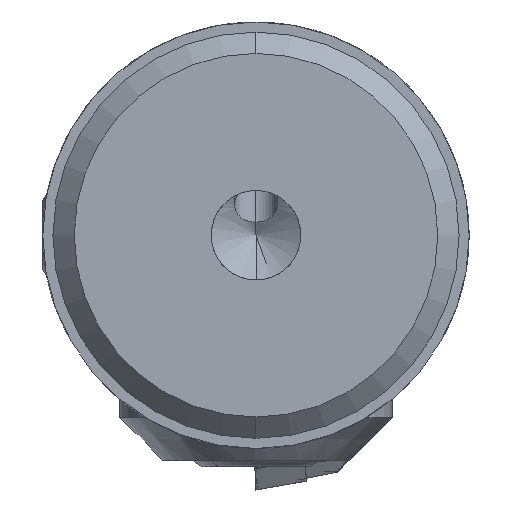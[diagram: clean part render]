
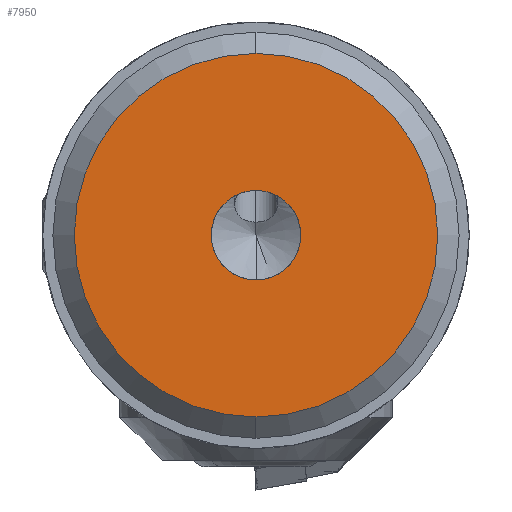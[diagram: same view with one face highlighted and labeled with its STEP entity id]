
A CAD part, left-side view. The second image highlights one B-rep face of the part: STEP entity #7950.
In plain terms, the highlighted planar face has unit normal (-1, 0, 0).
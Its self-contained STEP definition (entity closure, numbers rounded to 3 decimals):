
#1291 = ORIENTED_EDGE ( 'NONE', *, *, #32204, .T. ) ;
#2363 = ORIENTED_EDGE ( 'NONE', *, *, #11432, .F. ) ;
#3959 = EDGE_LOOP ( 'NONE', ( #27391, #1291 ) ) ;
#5616 = CARTESIAN_POINT ( 'NONE',  ( -170., 0., 2.1 ) ) ;
#5688 = AXIS2_PLACEMENT_3D ( 'NONE', #18858, #19027, #19213 ) ;
#7085 = AXIS2_PLACEMENT_3D ( 'NONE', #9531, #15382, #24938 ) ;
#7950 = ADVANCED_FACE ( 'NONE', ( #16880, #32158 ), #16397, .F. ) ;
#9531 = CARTESIAN_POINT ( 'NONE',  ( -170., 0., 0. ) ) ;
#10426 = CARTESIAN_POINT ( 'NONE',  ( -170., 0., -2.1 ) ) ;
#10924 = CIRCLE ( 'NONE', #18931, 8.525 ) ;
#11432 = EDGE_CURVE ( 'NONE', #32611, #11886, #31183, .T. ) ;
#11886 = VERTEX_POINT ( 'NONE', #10426 ) ;
#13691 = DIRECTION ( 'NONE',  ( -1., 0., 0. ) ) ;
#13863 = DIRECTION ( 'NONE',  ( 0., 0., 1. ) ) ;
#14988 = CIRCLE ( 'NONE', #19226, 8.525 ) ;
#15382 = DIRECTION ( 'NONE',  ( -1., 0., 0. ) ) ;
#15794 = CARTESIAN_POINT ( 'NONE',  ( -170., 0., 0. ) ) ;
#15832 = EDGE_CURVE ( 'NONE', #16054, #23491, #10924, .T. ) ;
#16054 = VERTEX_POINT ( 'NONE', #23624 ) ;
#16397 = PLANE ( 'NONE',  #5688 ) ;
#16880 = FACE_BOUND ( 'NONE', #21020, .T. ) ;
#18839 = CARTESIAN_POINT ( 'NONE',  ( -170., 0., 0. ) ) ;
#18858 = CARTESIAN_POINT ( 'NONE',  ( -170., 2.1, 0. ) ) ;
#18931 = AXIS2_PLACEMENT_3D ( 'NONE', #31747, #29544, #31921 ) ;
#19027 = DIRECTION ( 'NONE',  ( 1., 0., 0. ) ) ;
#19213 = DIRECTION ( 'NONE',  ( 0., 0., -1. ) ) ;
#19226 = AXIS2_PLACEMENT_3D ( 'NONE', #15794, #21115, #25664 ) ;
#19753 = CARTESIAN_POINT ( 'NONE',  ( -170., 0., 8.525 ) ) ;
#21020 = EDGE_LOOP ( 'NONE', ( #2363, #23728 ) ) ;
#21115 = DIRECTION ( 'NONE',  ( -1., 0., 0. ) ) ;
#21908 = AXIS2_PLACEMENT_3D ( 'NONE', #18839, #13691, #13863 ) ;
#23491 = VERTEX_POINT ( 'NONE', #19753 ) ;
#23624 = CARTESIAN_POINT ( 'NONE',  ( -170., 0., -8.525 ) ) ;
#23728 = ORIENTED_EDGE ( 'NONE', *, *, #32599, .F. ) ;
#24938 = DIRECTION ( 'NONE',  ( 0., 0., 1. ) ) ;
#25664 = DIRECTION ( 'NONE',  ( 0., 0., 1. ) ) ;
#27391 = ORIENTED_EDGE ( 'NONE', *, *, #15832, .T. ) ;
#29544 = DIRECTION ( 'NONE',  ( -1., 0., 0. ) ) ;
#31183 = CIRCLE ( 'NONE', #7085, 2.1 ) ;
#31747 = CARTESIAN_POINT ( 'NONE',  ( -170., 0., 0. ) ) ;
#31921 = DIRECTION ( 'NONE',  ( 0., 0., 1. ) ) ;
#32123 = CIRCLE ( 'NONE', #21908, 2.1 ) ;
#32158 = FACE_OUTER_BOUND ( 'NONE', #3959, .T. ) ;
#32204 = EDGE_CURVE ( 'NONE', #23491, #16054, #14988, .T. ) ;
#32599 = EDGE_CURVE ( 'NONE', #11886, #32611, #32123, .T. ) ;
#32611 = VERTEX_POINT ( 'NONE', #5616 ) ;
